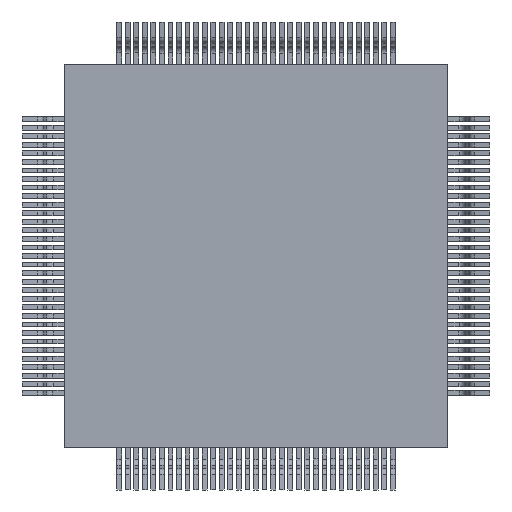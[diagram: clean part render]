
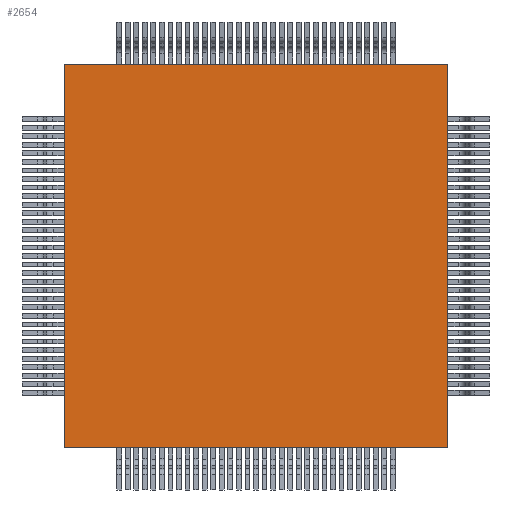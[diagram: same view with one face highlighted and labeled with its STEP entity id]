
A CAD part, front view. The second image highlights one B-rep face of the part: STEP entity #2654.
In plain terms, the highlighted planar face has unit normal (0, -1, 0).
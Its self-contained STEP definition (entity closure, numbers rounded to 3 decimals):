
#2654 = ADVANCED_FACE( 'NONE', ( #5808 ), #5809, .F. );
#5808 = FACE_OUTER_BOUND( '', #9918, .T. );
#5809 = PLANE( '', #9919 );
#9918 = EDGE_LOOP( '', ( #14143, #14144, #14145, #14146 ) );
#9919 = AXIS2_PLACEMENT_3D( '', #14147, #14148, #14149 );
#14143 = ORIENTED_EDGE( '', *, *, #27795, .F. );
#14144 = ORIENTED_EDGE( '', *, *, #27796, .F. );
#14145 = ORIENTED_EDGE( '', *, *, #27797, .F. );
#14146 = ORIENTED_EDGE( '', *, *, #27798, .F. );
#14147 = CARTESIAN_POINT( '', ( 0., 0., 0. ) );
#14148 = DIRECTION( '', ( 0., 1., 0. ) );
#14149 = DIRECTION( '', ( 1., 0., 0. ) );
#27795 = EDGE_CURVE( 'NONE', #33078, #33079, #33080, .T. );
#27796 = EDGE_CURVE( 'NONE', #33081, #33078, #33082, .T. );
#27797 = EDGE_CURVE( 'NONE', #33083, #33081, #33084, .T. );
#27798 = EDGE_CURVE( 'NONE', #33079, #33083, #33085, .T. );
#33078 = VERTEX_POINT( 'NONE', #40961 );
#33079 = VERTEX_POINT( 'NONE', #40962 );
#33080 = LINE( '', #40963, #40964 );
#33081 = VERTEX_POINT( 'NONE', #40965 );
#33082 = LINE( '', #40966, #40967 );
#33083 = VERTEX_POINT( 'NONE', #40968 );
#33084 = LINE( '', #40969, #40970 );
#33085 = LINE( '', #40971, #40972 );
#40961 = CARTESIAN_POINT( '', ( 14., 0., 14. ) );
#40962 = CARTESIAN_POINT( '', ( 14., 0., -14. ) );
#40963 = CARTESIAN_POINT( '', ( 14., 0., -14. ) );
#40964 = VECTOR( '', #53388, 1000. );
#40965 = CARTESIAN_POINT( '', ( -14., 0., 14. ) );
#40966 = CARTESIAN_POINT( '', ( -14., 0., 14. ) );
#40967 = VECTOR( '', #53389, 1000. );
#40968 = CARTESIAN_POINT( '', ( -14., 0., -14. ) );
#40969 = CARTESIAN_POINT( '', ( -14., 0., -14. ) );
#40970 = VECTOR( '', #53390, 1000. );
#40971 = CARTESIAN_POINT( '', ( -14., 0., -14. ) );
#40972 = VECTOR( '', #53391, 1000. );
#53388 = DIRECTION( '', ( 0., 0., -1. ) );
#53389 = DIRECTION( '', ( 1., 0., 0. ) );
#53390 = DIRECTION( '', ( 0., 0., 1. ) );
#53391 = DIRECTION( '', ( -1., 0., 0. ) );
